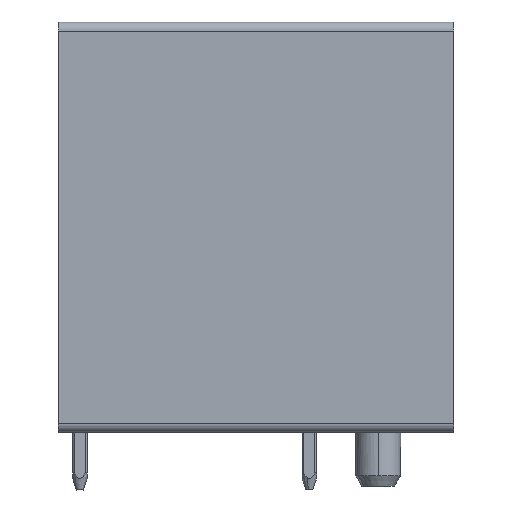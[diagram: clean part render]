
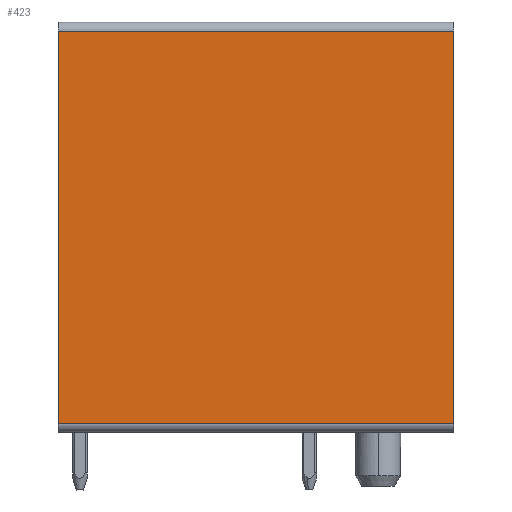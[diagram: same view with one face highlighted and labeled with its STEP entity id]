
A CAD part, left-side view. The second image highlights one B-rep face of the part: STEP entity #423.
In plain terms, the highlighted planar face has unit normal (-1, 0, 0).
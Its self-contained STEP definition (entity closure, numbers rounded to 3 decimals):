
#387=AXIS2_PLACEMENT_3D('Plane Axis2P3D',#384,#385,#386) ;
#384=CARTESIAN_POINT('Axis2P3D Location',(0.,0.,0.)) ;
#389=CARTESIAN_POINT('Line Origine',(0.,10.95,3.7)) ;
#393=CARTESIAN_POINT('Vertex',(0.,0.,3.7)) ;
#395=CARTESIAN_POINT('Vertex',(0.,21.9,3.7)) ;
#398=CARTESIAN_POINT('Line Origine',(0.,0.,14.55)) ;
#402=CARTESIAN_POINT('Vertex',(0.,0.,25.4)) ;
#405=CARTESIAN_POINT('Line Origine',(0.,10.95,25.4)) ;
#409=CARTESIAN_POINT('Vertex',(0.,21.9,25.4)) ;
#412=CARTESIAN_POINT('Line Origine',(0.,21.9,14.55)) ;
#385=DIRECTION('Axis2P3D Direction',(1.,0.,0.)) ;
#386=DIRECTION('Axis2P3D XDirection',(0.,1.,0.)) ;
#390=DIRECTION('Vector Direction',(0.,-1.,0.)) ;
#399=DIRECTION('Vector Direction',(0.,0.,1.)) ;
#406=DIRECTION('Vector Direction',(0.,-1.,0.)) ;
#413=DIRECTION('Vector Direction',(0.,0.,-1.)) ;
#391=VECTOR('Line Direction',#390,1.) ;
#400=VECTOR('Line Direction',#399,1.) ;
#407=VECTOR('Line Direction',#406,1.) ;
#414=VECTOR('Line Direction',#413,1.) ;
#418=ORIENTED_EDGE('',*,*,#397,.F.) ;
#419=ORIENTED_EDGE('',*,*,#404,.F.) ;
#420=ORIENTED_EDGE('',*,*,#411,.F.) ;
#421=ORIENTED_EDGE('',*,*,#416,.F.) ;
#423=ADVANCED_FACE('HOUSING',(#422),#388,.F.) ;
#397=EDGE_CURVE('',#394,#396,#392,.F.) ;
#404=EDGE_CURVE('',#403,#394,#401,.F.) ;
#411=EDGE_CURVE('',#410,#403,#408,.T.) ;
#416=EDGE_CURVE('',#396,#410,#415,.F.) ;
#417=EDGE_LOOP('',(#418,#419,#420,#421)) ;
#422=FACE_OUTER_BOUND('',#417,.T.) ;
#392=LINE('Line',#389,#391) ;
#401=LINE('Line',#398,#400) ;
#408=LINE('Line',#405,#407) ;
#415=LINE('Line',#412,#414) ;
#388=PLANE('',#387) ;
#394=VERTEX_POINT('',#393) ;
#396=VERTEX_POINT('',#395) ;
#403=VERTEX_POINT('',#402) ;
#410=VERTEX_POINT('',#409) ;
